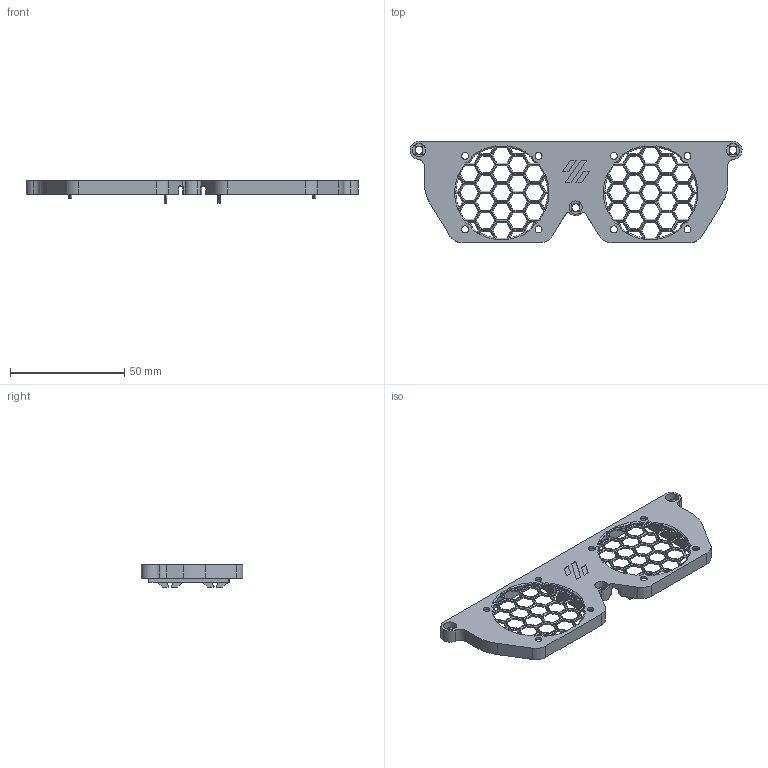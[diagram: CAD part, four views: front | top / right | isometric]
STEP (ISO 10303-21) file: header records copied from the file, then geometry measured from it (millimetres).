
FILE_DESCRIPTION(/* description */ ('','CAx-IF Rec.Pracs.---Representation and Presentation of Product Manufacturing Information (PMI)---4.0---2014-10-13'),/* implementation_level */ '2;1');
FILE_NAME(/* name */ 'Octopus Pro - FanCase - Top v19.step',/* time_stamp */ '2024-11-26T15:55:10+01:00',/* author */ (''),/* organization */ (''),/* preprocessor_version */ 'ST-DEVELOPER v20',/* originating_system */ 'Autodesk Translation Framework v13.20.0.188',/* authorisation */ '');
FILE_SCHEMA (('AP242_MANAGED_MODEL_BASED_3D_ENGINEERING_MIM_LF { 1 0 10303 442 1 1 4 }'));
Length unit declared in the file: millimetre
Products named in the file (1): Octopus Pro - FanCase - Top
Bounding box: 145.07 x 44.4 x 10 mm (x, y, z)
Volume: 8040.4 mm3; surface area: 14645.7 mm2
Topology: 1 solids, 1 shells, 895 faces, 2366 edges, 1480 vertices
Faces by surface type: plane 746, cylinder 113, cone 32, bspline 4
Full cylindrical faces by diameter (mm): 3 x8, 3.34 x3, 5.8 x3
Entity records: 27435 total; most frequent: CARTESIAN_POINT 5061, ORIENTED_EDGE 4732, DIRECTION 4377, EDGE_CURVE 2366, LINE 1981, VECTOR 1981, VERTEX_POINT 1480, AXIS2_PLACEMENT_3D 1198
